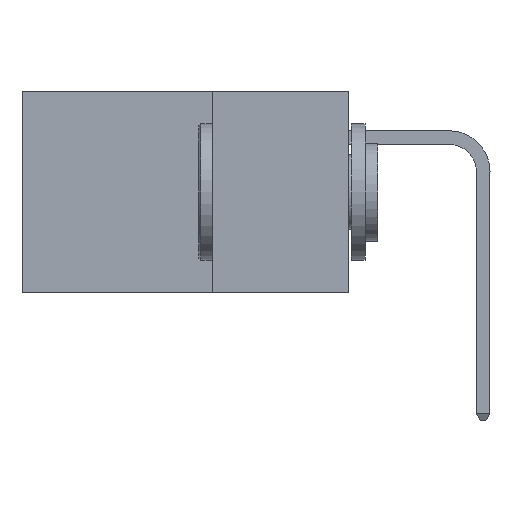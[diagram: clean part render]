
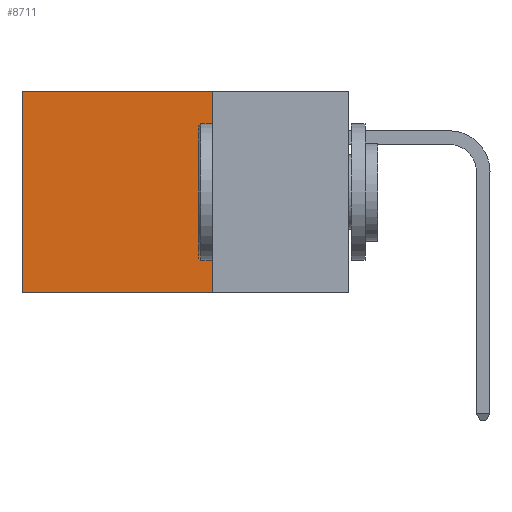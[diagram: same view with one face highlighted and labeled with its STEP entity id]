
A CAD part, left-side view. The second image highlights one B-rep face of the part: STEP entity #8711.
In plain terms, the highlighted planar face has unit normal (-1, 0, 0).
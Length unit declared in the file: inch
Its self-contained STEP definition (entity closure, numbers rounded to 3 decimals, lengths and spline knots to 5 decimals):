
#480 = EDGE_CURVE ( 'NONE', #6892, #21272, #29163, .T. ) ;
#1785 = EDGE_CURVE ( 'NONE', #6892, #13159, #26407, .T. ) ;
#3975 = CARTESIAN_POINT ( 'NONE',  ( 0.2875, 0.25, 0. ) ) ;
#5583 = VECTOR ( 'NONE', #28218, 39.37008 ) ;
#6049 = ORIENTED_EDGE ( 'NONE', *, *, #9949, .T. ) ;
#6523 = LINE ( 'NONE', #19641, #5583 ) ;
#6892 = VERTEX_POINT ( 'NONE', #9632 ) ;
#8116 = CARTESIAN_POINT ( 'NONE',  ( 0.2875, 0.25, 0. ) ) ;
#8711 = ADVANCED_FACE ( 'NONE', ( #32353 ), #25195, .F. ) ;
#9632 = CARTESIAN_POINT ( 'NONE',  ( 0.2875, 0.25, 0. ) ) ;
#9949 = EDGE_CURVE ( 'NONE', #21272, #33573, #36654, .T. ) ;
#11033 = DIRECTION ( 'NONE',  ( 0., 0., -1. ) ) ;
#13159 = VERTEX_POINT ( 'NONE', #23037 ) ;
#14318 = DIRECTION ( 'NONE',  ( 0., 0., -1. ) ) ;
#18837 = CARTESIAN_POINT ( 'NONE',  ( 0.2875, 0.6, -0.37 ) ) ;
#19003 = AXIS2_PLACEMENT_3D ( 'NONE', #8116, #28069, #11033 ) ;
#19191 = EDGE_LOOP ( 'NONE', ( #6049, #35738, #22541, #19898 ) ) ;
#19436 = DIRECTION ( 'NONE',  ( 0., 0., -1. ) ) ;
#19641 = CARTESIAN_POINT ( 'NONE',  ( 0.2875, 0.25, -0.37 ) ) ;
#19898 = ORIENTED_EDGE ( 'NONE', *, *, #480, .T. ) ;
#21272 = VERTEX_POINT ( 'NONE', #36600 ) ;
#22534 = VECTOR ( 'NONE', #14318, 39.37008 ) ;
#22541 = ORIENTED_EDGE ( 'NONE', *, *, #1785, .F. ) ;
#23037 = CARTESIAN_POINT ( 'NONE',  ( 0.2875, 0.25, -0.37 ) ) ;
#23296 = EDGE_CURVE ( 'NONE', #13159, #33573, #6523, .T. ) ;
#25195 = PLANE ( 'NONE',  #19003 ) ;
#25502 = VECTOR ( 'NONE', #19436, 39.37008 ) ;
#26407 = LINE ( 'NONE', #30725, #25502 ) ;
#28069 = DIRECTION ( 'NONE',  ( 1., 0., 0. ) ) ;
#28218 = DIRECTION ( 'NONE',  ( 0., 1., 0. ) ) ;
#29163 = LINE ( 'NONE', #3975, #35749 ) ;
#30725 = CARTESIAN_POINT ( 'NONE',  ( 0.2875, 0.25, 0. ) ) ;
#32353 = FACE_OUTER_BOUND ( 'NONE', #19191, .T. ) ;
#33573 = VERTEX_POINT ( 'NONE', #18837 ) ;
#34120 = CARTESIAN_POINT ( 'NONE',  ( 0.2875, 0.6, 0. ) ) ;
#35243 = DIRECTION ( 'NONE',  ( 0., 1., 0. ) ) ;
#35738 = ORIENTED_EDGE ( 'NONE', *, *, #23296, .F. ) ;
#35749 = VECTOR ( 'NONE', #35243, 39.37008 ) ;
#36600 = CARTESIAN_POINT ( 'NONE',  ( 0.2875, 0.6, 0. ) ) ;
#36654 = LINE ( 'NONE', #34120, #22534 ) ;
